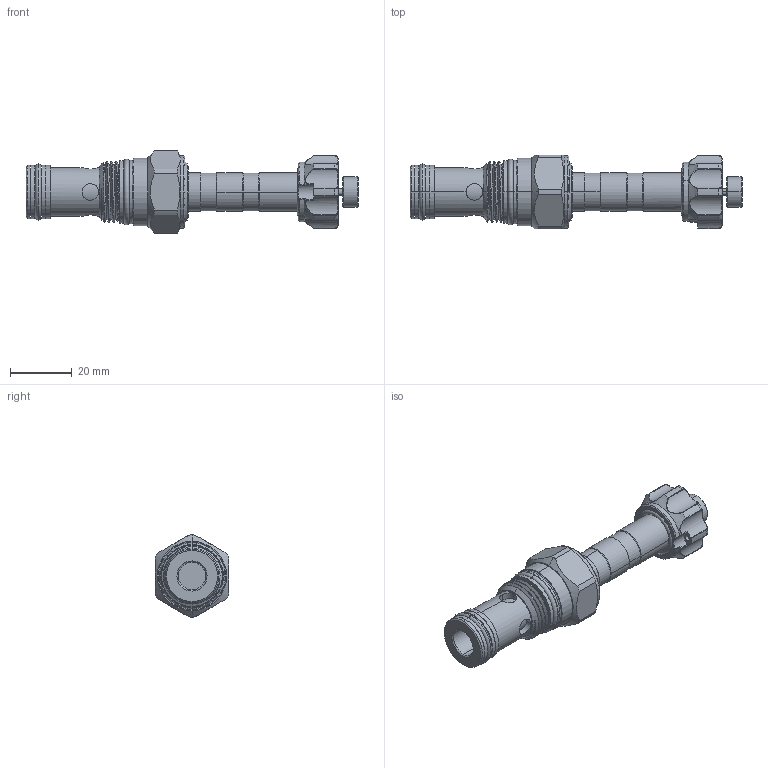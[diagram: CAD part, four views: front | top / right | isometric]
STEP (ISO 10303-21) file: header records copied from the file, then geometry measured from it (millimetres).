
FILE_DESCRIPTION (( 'STEP AP203' ), '1' );
FILE_NAME ('EP13A2A32P05P.STEP', '2020-04-08T00:51:22', ( '' ), ( '' ), 'SwSTEP 2.0', 'SolidWorks 2018', '' );
FILE_SCHEMA (( 'CONFIG_CONTROL_DESIGN' ));
Length unit declared in the file: millimetre
Products named in the file (1): EP13A2A32P05P
Bounding box: 107.85 x 24 x 26.7 mm (x, y, z)
Volume: 24325.6 mm3; surface area: 9929.8 mm2
Topology: 5 solids, 6 shells, 294 faces, 691 edges, 424 vertices
Faces by surface type: cylinder 135, cone 43, torus 41, bspline 38, plane 37
Entity records: 14325 total; most frequent: CARTESIAN_POINT 7750, ORIENTED_EDGE 1378, DIRECTION 1357, EDGE_CURVE 689, AXIS2_PLACEMENT_3D 587, VERTEX_POINT 424, CIRCLE 330, EDGE_LOOP 323
